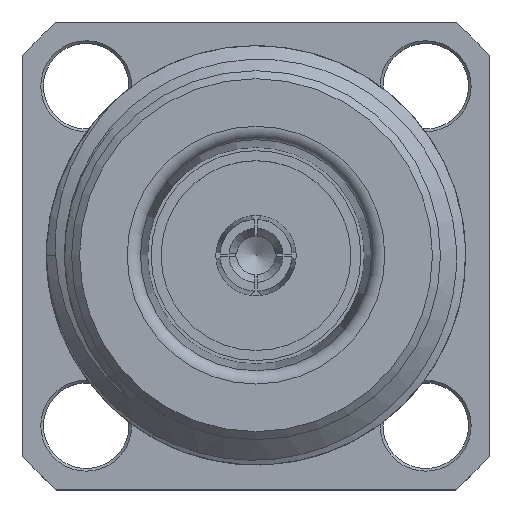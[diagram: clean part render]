
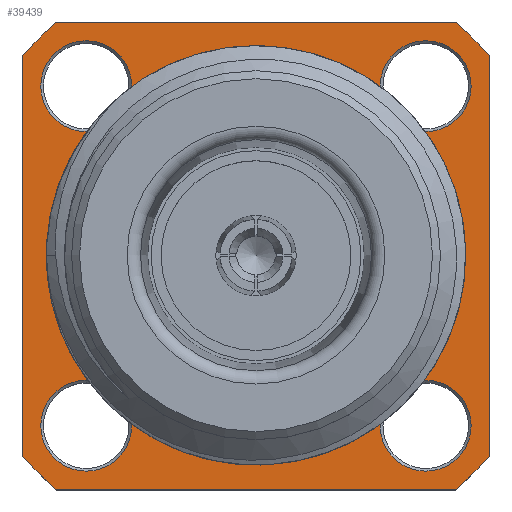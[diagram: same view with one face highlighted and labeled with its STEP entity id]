
A CAD part, top view. The second image highlights one B-rep face of the part: STEP entity #39439.
In plain terms, the highlighted planar face has unit normal (0, 0, 1).
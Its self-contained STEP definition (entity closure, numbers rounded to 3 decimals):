
#8818=PLANE('',#42767);
#8855=LINE('',#45605,#8987);
#8859=LINE('',#45617,#8991);
#8863=LINE('',#45629,#8995);
#8866=LINE('',#45658,#8998);
#8987=VECTOR('',#43661,1000.);
#8991=VECTOR('',#43673,1000.);
#8995=VECTOR('',#43685,1000.);
#8998=VECTOR('',#43720,1000.);
#9157=ORIENTED_EDGE('',*,*,#22169,.T.);
#9158=ORIENTED_EDGE('',*,*,#22170,.T.);
#9159=ORIENTED_EDGE('',*,*,#22171,.T.);
#9160=ORIENTED_EDGE('',*,*,#22172,.T.);
#9161=ORIENTED_EDGE('',*,*,#22173,.T.);
#9162=ORIENTED_EDGE('',*,*,#22139,.T.);
#9163=ORIENTED_EDGE('',*,*,#22143,.T.);
#9164=ORIENTED_EDGE('',*,*,#22146,.T.);
#9165=ORIENTED_EDGE('',*,*,#22149,.T.);
#9166=ORIENTED_EDGE('',*,*,#22152,.T.);
#9167=ORIENTED_EDGE('',*,*,#22155,.T.);
#9168=ORIENTED_EDGE('',*,*,#22158,.T.);
#9169=ORIENTED_EDGE('',*,*,#22168,.T.);
#22139=EDGE_CURVE('',#28650,#28649,#31974,.T.);
#22143=EDGE_CURVE('',#28649,#28652,#8855,.T.);
#22146=EDGE_CURVE('',#28652,#28654,#31976,.T.);
#22149=EDGE_CURVE('',#28654,#28656,#8859,.T.);
#22152=EDGE_CURVE('',#28656,#28658,#31978,.T.);
#22155=EDGE_CURVE('',#28658,#28660,#8863,.T.);
#22158=EDGE_CURVE('',#28660,#28662,#31980,.T.);
#22168=EDGE_CURVE('',#28662,#28650,#8866,.T.);
#22169=EDGE_CURVE('',#28671,#28671,#31989,.F.);
#22170=EDGE_CURVE('',#28672,#28672,#31990,.F.);
#22171=EDGE_CURVE('',#28673,#28673,#31991,.F.);
#22172=EDGE_CURVE('',#28674,#28674,#31992,.F.);
#22173=EDGE_CURVE('',#28675,#28675,#31993,.T.);
#28649=VERTEX_POINT('',#45596);
#28650=VERTEX_POINT('',#45598);
#28652=VERTEX_POINT('',#45604);
#28654=VERTEX_POINT('',#45610);
#28656=VERTEX_POINT('',#45616);
#28658=VERTEX_POINT('',#45622);
#28660=VERTEX_POINT('',#45628);
#28662=VERTEX_POINT('',#45634);
#28671=VERTEX_POINT('',#45661);
#28672=VERTEX_POINT('',#45663);
#28673=VERTEX_POINT('',#45665);
#28674=VERTEX_POINT('',#45667);
#28675=VERTEX_POINT('',#45669);
#31974=CIRCLE('',#42741,11.5);
#31976=CIRCLE('',#42745,11.5);
#31978=CIRCLE('',#42749,11.5);
#31980=CIRCLE('',#42753,11.5);
#31989=CIRCLE('',#42768,1.7);
#31990=CIRCLE('',#42769,1.7);
#31991=CIRCLE('',#42770,1.7);
#31992=CIRCLE('',#42771,1.7);
#31993=CIRCLE('',#42772,5.7);
#32135=EDGE_LOOP('',(#9157));
#32136=EDGE_LOOP('',(#9158));
#32137=EDGE_LOOP('',(#9159));
#32138=EDGE_LOOP('',(#9160));
#32139=EDGE_LOOP('',(#9161));
#32140=EDGE_LOOP('',(#9162,#9163,#9164,#9165,#9166,#9167,#9168,#9169));
#35449=FACE_BOUND('',#32135,.T.);
#35450=FACE_BOUND('',#32136,.T.);
#35451=FACE_BOUND('',#32137,.T.);
#35452=FACE_BOUND('',#32138,.T.);
#35453=FACE_BOUND('',#32139,.T.);
#35454=FACE_BOUND('',#32140,.T.);
#39439=ADVANCED_FACE('',(#35449,#35450,#35451,#35452,#35453,#35454),#8818,
 .T.);
#42741=AXIS2_PLACEMENT_3D('',#45597,#43654,#43655);
#42745=AXIS2_PLACEMENT_3D('',#45611,#43667,#43668);
#42749=AXIS2_PLACEMENT_3D('',#45623,#43679,#43680);
#42753=AXIS2_PLACEMENT_3D('',#45635,#43691,#43692);
#42767=AXIS2_PLACEMENT_3D('',#45659,#43721,#43722);
#42768=AXIS2_PLACEMENT_3D('',#45660,#43723,#43724);
#42769=AXIS2_PLACEMENT_3D('',#45662,#43725,#43726);
#42770=AXIS2_PLACEMENT_3D('',#45664,#43727,#43728);
#42771=AXIS2_PLACEMENT_3D('',#45666,#43729,#43730);
#42772=AXIS2_PLACEMENT_3D('',#45668,#43731,#43732);
#43654=DIRECTION('',(0.,0.,1.));
#43655=DIRECTION('',(1.,0.,0.));
#43661=DIRECTION('',(1.,0.,0.));
#43667=DIRECTION('',(0.,0.,1.));
#43668=DIRECTION('',(1.,0.,0.));
#43673=DIRECTION('',(0.,1.,0.));
#43679=DIRECTION('',(0.,0.,1.));
#43680=DIRECTION('',(1.,0.,0.));
#43685=DIRECTION('',(-1.,0.,0.));
#43691=DIRECTION('',(0.,0.,1.));
#43692=DIRECTION('',(1.,0.,0.));
#43720=DIRECTION('',(0.,-1.,0.));
#43721=DIRECTION('',(0.,0.,1.));
#43722=DIRECTION('',(1.,0.,0.));
#43723=DIRECTION('',(0.,0.,1.));
#43724=DIRECTION('',(1.,0.,0.));
#43725=DIRECTION('',(0.,0.,1.));
#43726=DIRECTION('',(1.,0.,0.));
#43727=DIRECTION('',(0.,0.,1.));
#43728=DIRECTION('',(1.,0.,0.));
#43729=DIRECTION('',(0.,0.,1.));
#43730=DIRECTION('',(1.,0.,0.));
#43731=DIRECTION('',(0.,0.,-1.));
#43732=DIRECTION('',(1.,0.,0.));
#45596=CARTESIAN_POINT('',(-7.462,-8.75,2.));
#45597=CARTESIAN_POINT('',(0.,0.,2.));
#45598=CARTESIAN_POINT('',(-8.75,-7.462,2.));
#45604=CARTESIAN_POINT('',(7.462,-8.75,2.));
#45605=CARTESIAN_POINT('',(-7.462,-8.75,2.));
#45610=CARTESIAN_POINT('',(8.75,-7.462,2.));
#45611=CARTESIAN_POINT('',(0.,0.,2.));
#45616=CARTESIAN_POINT('',(8.75,7.462,2.));
#45617=CARTESIAN_POINT('',(8.75,-7.462,2.));
#45622=CARTESIAN_POINT('',(7.462,8.75,2.));
#45623=CARTESIAN_POINT('',(0.,0.,2.));
#45628=CARTESIAN_POINT('',(-7.462,8.75,2.));
#45629=CARTESIAN_POINT('',(7.462,8.75,2.));
#45634=CARTESIAN_POINT('',(-8.75,7.462,2.));
#45635=CARTESIAN_POINT('',(0.,0.,2.));
#45658=CARTESIAN_POINT('',(-8.75,7.462,2.));
#45659=CARTESIAN_POINT('',(0.,0.,2.));
#45660=CARTESIAN_POINT('',(-6.35,6.35,2.));
#45661=CARTESIAN_POINT('',(-4.65,6.35,2.));
#45662=CARTESIAN_POINT('',(-6.35,-6.35,2.));
#45663=CARTESIAN_POINT('',(-4.65,-6.35,2.));
#45664=CARTESIAN_POINT('',(6.347,6.35,2.));
#45665=CARTESIAN_POINT('',(8.047,6.35,2.));
#45666=CARTESIAN_POINT('',(6.347,-6.35,2.));
#45667=CARTESIAN_POINT('',(8.047,-6.35,2.));
#45668=CARTESIAN_POINT('',(0.,0.,2.));
#45669=CARTESIAN_POINT('',(5.7,0.,2.));
